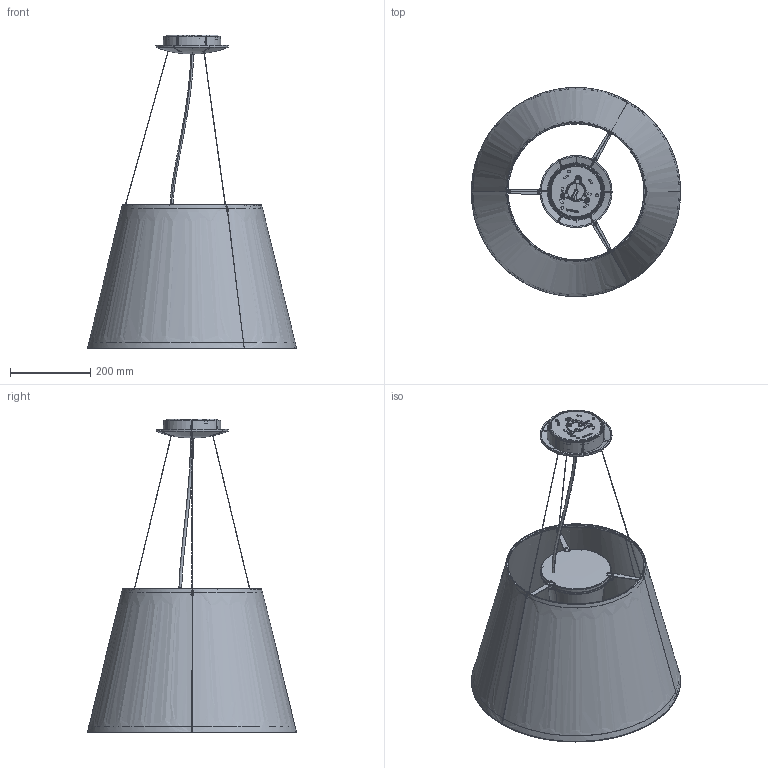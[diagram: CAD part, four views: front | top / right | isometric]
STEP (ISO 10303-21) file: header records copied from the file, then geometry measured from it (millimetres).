
FILE_DESCRIPTION(/* description */ (''),/* implementation_level */ '2;1');
FILE_NAME(/* name */ 'TOLOMEO OUTDOOR PARALUME SOSP',/* time_stamp */ '2018-01-25T14:33:28+01:00',/* author */ (''),/* organization */ (''),/* preprocessor_version */ 'ST-DEVELOPER v15',/* originating_system */ '',/* authorisation */ '');
FILE_SCHEMA (('CONFIG_CONTROL_DESIGN'));
Products named in the file (4): Document; Blocco 05; Blocco 04; Blocco 03
Assembly tree (3 placements, depth 2):
  Document
    Blocco 05
    Blocco 04
    Blocco 03
Bounding box: 522.38 x 522.39 x 783.23 mm (x, y, z)
Volume: 331711.8 mm3; surface area: 2476521.2 mm2
Topology: 16 solids, 28 shells, 2204 faces, 5671 edges, 3350 vertices
Faces by surface type: bspline 1733, plane 471
Entity records: 148063 total; most frequent: CARTESIAN_POINT 116974, ORIENTED_EDGE 10924, EDGE_CURVE 5550, VERTEX_POINT 3360, B_SPLINE_CURVE_WITH_KNOTS 2467, EDGE_LOOP 2320, ADVANCED_FACE 2203, FACE_OUTER_BOUND 2203
